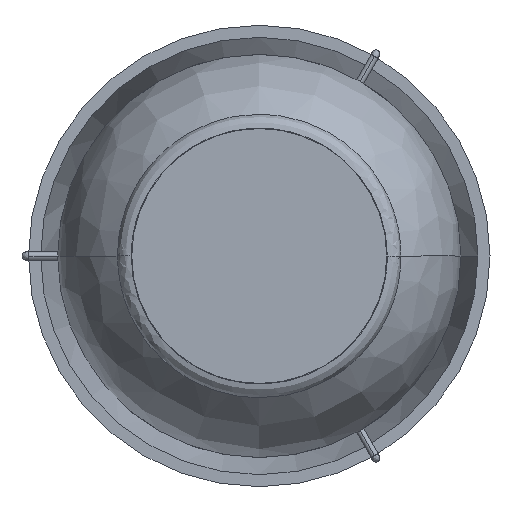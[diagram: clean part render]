
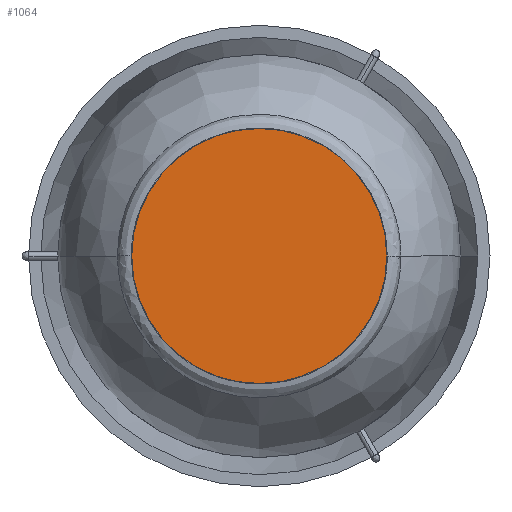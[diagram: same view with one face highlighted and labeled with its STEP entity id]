
A CAD part, front view. The second image highlights one B-rep face of the part: STEP entity #1064.
In plain terms, the highlighted planar face has unit normal (0, -1, 0).
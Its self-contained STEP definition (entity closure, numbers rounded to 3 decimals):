
#35 = AXIS2_PLACEMENT_3D ( 'NONE', #4880, #1447, #1682 ) ;
#334 = DIRECTION ( 'NONE',  ( 0., 0., -1. ) ) ;
#512 = VERTEX_POINT ( 'NONE', #4196 ) ;
#1064 = ADVANCED_FACE ( 'NONE', ( #3911 ), #5183, .T. ) ;
#1300 = CARTESIAN_POINT ( 'NONE',  ( 0., -191.485, 0. ) ) ;
#1447 = DIRECTION ( 'NONE',  ( 0., 1., 0. ) ) ;
#1682 = DIRECTION ( 'NONE',  ( 0., 0., 1. ) ) ;
#1857 = DIRECTION ( 'NONE',  ( 0., -1., 0. ) ) ;
#2048 = DIRECTION ( 'NONE',  ( 0., 0., 1. ) ) ;
#2162 = EDGE_LOOP ( 'NONE', ( #4254, #4637 ) ) ;
#2189 = EDGE_CURVE ( 'NONE', #5737, #512, #3058, .T. ) ;
#2277 = CARTESIAN_POINT ( 'NONE',  ( 0., -191.485, 63.551 ) ) ;
#3058 = CIRCLE ( 'NONE', #3151, 63.551 ) ;
#3151 = AXIS2_PLACEMENT_3D ( 'NONE', #1300, #4833, #2048 ) ;
#3739 = EDGE_CURVE ( 'NONE', #512, #5737, #5511, .T. ) ;
#3911 = FACE_OUTER_BOUND ( 'NONE', #2162, .T. ) ;
#4179 = CARTESIAN_POINT ( 'NONE',  ( -63.551, -191.485, 0. ) ) ;
#4196 = CARTESIAN_POINT ( 'NONE',  ( 0., -191.485, -63.551 ) ) ;
#4254 = ORIENTED_EDGE ( 'NONE', *, *, #2189, .F. ) ;
#4637 = ORIENTED_EDGE ( 'NONE', *, *, #3739, .F. ) ;
#4833 = DIRECTION ( 'NONE',  ( 0., 1., 0. ) ) ;
#4880 = CARTESIAN_POINT ( 'NONE',  ( 0., -191.485, 0. ) ) ;
#5183 = PLANE ( 'NONE',  #6025 ) ;
#5511 = CIRCLE ( 'NONE', #35, 63.551 ) ;
#5737 = VERTEX_POINT ( 'NONE', #2277 ) ;
#6025 = AXIS2_PLACEMENT_3D ( 'NONE', #4179, #1857, #334 ) ;
